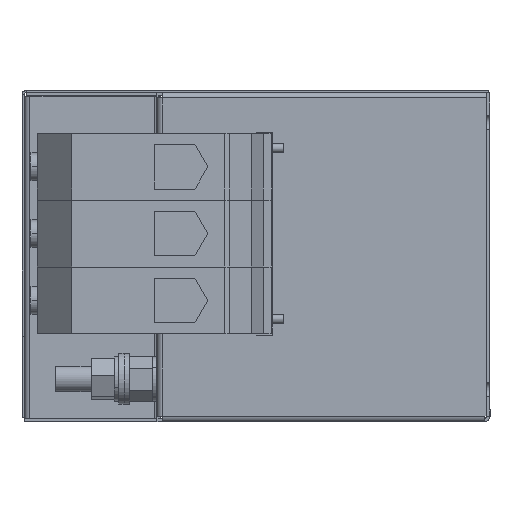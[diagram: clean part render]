
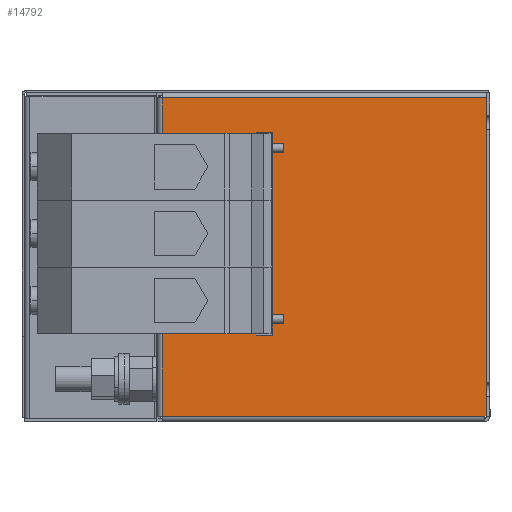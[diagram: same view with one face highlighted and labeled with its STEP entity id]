
A CAD part, left-side view. The second image highlights one B-rep face of the part: STEP entity #14792.
In plain terms, the highlighted planar face has unit normal (-1, 0, 0).
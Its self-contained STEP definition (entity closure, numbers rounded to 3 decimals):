
#8 = ORIENTED_EDGE ( 'NONE', *, *, #17684, .T. ) ;
#308 = EDGE_CURVE ( 'NONE', #12724, #8416, #15347, .T. ) ;
#394 = LINE ( 'NONE', #13906, #22103 ) ;
#471 = LINE ( 'NONE', #7434, #20545 ) ;
#566 = EDGE_CURVE ( 'NONE', #15295, #22171, #394, .T. ) ;
#954 = LINE ( 'NONE', #21094, #22326 ) ;
#1101 = VERTEX_POINT ( 'NONE', #16294 ) ;
#1213 = EDGE_CURVE ( 'NONE', #25400, #6481, #10728, .T. ) ;
#1237 = DIRECTION ( 'NONE',  ( 0., -1., 0. ) ) ;
#1256 = CARTESIAN_POINT ( 'NONE',  ( -210., 151.9, -75.75 ) ) ;
#1472 = DIRECTION ( 'NONE',  ( 0., 0., 1. ) ) ;
#1507 = PLANE ( 'NONE',  #17164 ) ;
#1741 = CARTESIAN_POINT ( 'NONE',  ( -210., 0., 57.25 ) ) ;
#1781 = ORIENTED_EDGE ( 'NONE', *, *, #10383, .T. ) ;
#1791 = CARTESIAN_POINT ( 'NONE',  ( -210., 0., 0. ) ) ;
#1843 = VERTEX_POINT ( 'NONE', #4675 ) ;
#1952 = VERTEX_POINT ( 'NONE', #2943 ) ;
#2471 = EDGE_CURVE ( 'NONE', #1843, #25400, #26520, .T. ) ;
#2943 = CARTESIAN_POINT ( 'NONE',  ( -210., 1., -75.75 ) ) ;
#3003 = EDGE_CURVE ( 'NONE', #6481, #15295, #21321, .T. ) ;
#3430 = CARTESIAN_POINT ( 'NONE',  ( -210., 101.4, -37.75 ) ) ;
#3677 = DIRECTION ( 'NONE',  ( 1., 0., 0. ) ) ;
#3741 = CARTESIAN_POINT ( 'NONE',  ( -210., 101.4, -37.2 ) ) ;
#3890 = ORIENTED_EDGE ( 'NONE', *, *, #1213, .T. ) ;
#4025 = LINE ( 'NONE', #9404, #25413 ) ;
#4389 = DIRECTION ( 'NONE',  ( 0., 1., 0. ) ) ;
#4675 = CARTESIAN_POINT ( 'NONE',  ( -210., 0.1, 73.25 ) ) ;
#4780 = VERTEX_POINT ( 'NONE', #3430 ) ;
#4799 = CARTESIAN_POINT ( 'NONE',  ( -210., 0., -37.75 ) ) ;
#5011 = ORIENTED_EDGE ( 'NONE', *, *, #18299, .F. ) ;
#5044 = CARTESIAN_POINT ( 'NONE',  ( -210., 0.1, 73.25 ) ) ;
#5238 = CARTESIAN_POINT ( 'NONE',  ( -210., 100.4, 57.25 ) ) ;
#5398 = CARTESIAN_POINT ( 'NONE',  ( -210., 151.9, 56.7 ) ) ;
#5621 = EDGE_CURVE ( 'NONE', #12724, #17922, #18923, .T. ) ;
#6481 = VERTEX_POINT ( 'NONE', #5398 ) ;
#7434 = CARTESIAN_POINT ( 'NONE',  ( -210., 0.1, 75.75 ) ) ;
#7987 = DIRECTION ( 'NONE',  ( 0., -1., 0. ) ) ;
#8360 = LINE ( 'NONE', #18789, #16776 ) ;
#8416 = VERTEX_POINT ( 'NONE', #1256 ) ;
#8515 = CARTESIAN_POINT ( 'NONE',  ( -210., 0., -37.2 ) ) ;
#8604 = DIRECTION ( 'NONE',  ( 0., -1., 0. ) ) ;
#8984 = DIRECTION ( 'NONE',  ( 0., 0., 1. ) ) ;
#9404 = CARTESIAN_POINT ( 'NONE',  ( -210., 1., -75.75 ) ) ;
#10309 = CARTESIAN_POINT ( 'NONE',  ( -210., 151.9, 73.25 ) ) ;
#10383 = EDGE_CURVE ( 'NONE', #1952, #1101, #4025, .T. ) ;
#10728 = LINE ( 'NONE', #10309, #24987 ) ;
#11281 = FACE_OUTER_BOUND ( 'NONE', #12240, .T. ) ;
#11473 = LINE ( 'NONE', #4799, #18275 ) ;
#11488 = ORIENTED_EDGE ( 'NONE', *, *, #23420, .T. ) ;
#11632 = ORIENTED_EDGE ( 'NONE', *, *, #566, .T. ) ;
#12240 = EDGE_LOOP ( 'NONE', ( #3890, #25780, #11632, #15109, #17854, #21025, #8, #23593, #26494, #5011, #1781, #11488, #19859 ) ) ;
#12724 = VERTEX_POINT ( 'NONE', #18033 ) ;
#13406 = VECTOR ( 'NONE', #25481, 1000. ) ;
#13906 = CARTESIAN_POINT ( 'NONE',  ( -210., 101.4, 0. ) ) ;
#14484 = VECTOR ( 'NONE', #7987, 1000. ) ;
#14792 = ADVANCED_FACE ( 'NONE', ( #11281 ), #1507, .F. ) ;
#15109 = ORIENTED_EDGE ( 'NONE', *, *, #20253, .T. ) ;
#15295 = VERTEX_POINT ( 'NONE', #16796 ) ;
#15347 = LINE ( 'NONE', #16988, #25684 ) ;
#15379 = CARTESIAN_POINT ( 'NONE',  ( -210., 100.4, 0. ) ) ;
#16200 = VECTOR ( 'NONE', #17622, 1000. ) ;
#16294 = CARTESIAN_POINT ( 'NONE',  ( -210., 0.1, -75.75 ) ) ;
#16776 = VECTOR ( 'NONE', #4389, 1000. ) ;
#16796 = CARTESIAN_POINT ( 'NONE',  ( -210., 101.4, 56.7 ) ) ;
#16988 = CARTESIAN_POINT ( 'NONE',  ( -210., 151.9, 73.25 ) ) ;
#17034 = DIRECTION ( 'NONE',  ( 0., 1., 0. ) ) ;
#17164 = AXIS2_PLACEMENT_3D ( 'NONE', #1791, #3677, #24144 ) ;
#17574 = CARTESIAN_POINT ( 'NONE',  ( -210., 101.4, 57.25 ) ) ;
#17622 = DIRECTION ( 'NONE',  ( 0., 1., 0. ) ) ;
#17684 = EDGE_CURVE ( 'NONE', #4780, #17922, #954, .T. ) ;
#17854 = ORIENTED_EDGE ( 'NONE', *, *, #24777, .F. ) ;
#17922 = VERTEX_POINT ( 'NONE', #3741 ) ;
#18033 = CARTESIAN_POINT ( 'NONE',  ( -210., 151.9, -37.2 ) ) ;
#18275 = VECTOR ( 'NONE', #17034, 1000. ) ;
#18299 = EDGE_CURVE ( 'NONE', #1952, #8416, #8360, .T. ) ;
#18789 = CARTESIAN_POINT ( 'NONE',  ( -210., 154.4, -75.75 ) ) ;
#18923 = LINE ( 'NONE', #8515, #21512 ) ;
#19859 = ORIENTED_EDGE ( 'NONE', *, *, #2471, .T. ) ;
#19947 = LINE ( 'NONE', #1741, #14484 ) ;
#20253 = EDGE_CURVE ( 'NONE', #22171, #25663, #19947, .T. ) ;
#20424 = DIRECTION ( 'NONE',  ( 0., 0., -1. ) ) ;
#20488 = VERTEX_POINT ( 'NONE', #25173 ) ;
#20545 = VECTOR ( 'NONE', #21908, 1000. ) ;
#21025 = ORIENTED_EDGE ( 'NONE', *, *, #24140, .T. ) ;
#21094 = CARTESIAN_POINT ( 'NONE',  ( -210., 101.4, 0. ) ) ;
#21321 = LINE ( 'NONE', #23725, #26170 ) ;
#21512 = VECTOR ( 'NONE', #8604, 1000. ) ;
#21908 = DIRECTION ( 'NONE',  ( 0., 0., 1. ) ) ;
#22103 = VECTOR ( 'NONE', #1472, 1000. ) ;
#22171 = VERTEX_POINT ( 'NONE', #17574 ) ;
#22326 = VECTOR ( 'NONE', #8984, 1000. ) ;
#22725 = CARTESIAN_POINT ( 'NONE',  ( -210., 151.9, 73.25 ) ) ;
#23420 = EDGE_CURVE ( 'NONE', #1101, #1843, #471, .T. ) ;
#23593 = ORIENTED_EDGE ( 'NONE', *, *, #5621, .F. ) ;
#23725 = CARTESIAN_POINT ( 'NONE',  ( -210., 0., 56.7 ) ) ;
#24140 = EDGE_CURVE ( 'NONE', #20488, #4780, #11473, .T. ) ;
#24144 = DIRECTION ( 'NONE',  ( 0., 0., -1. ) ) ;
#24777 = EDGE_CURVE ( 'NONE', #20488, #25663, #26016, .T. ) ;
#24987 = VECTOR ( 'NONE', #20424, 1000. ) ;
#25173 = CARTESIAN_POINT ( 'NONE',  ( -210., 100.4, -37.75 ) ) ;
#25209 = DIRECTION ( 'NONE',  ( 0., 0., -1. ) ) ;
#25400 = VERTEX_POINT ( 'NONE', #22725 ) ;
#25413 = VECTOR ( 'NONE', #1237, 1000. ) ;
#25481 = DIRECTION ( 'NONE',  ( 0., 0., 1. ) ) ;
#25663 = VERTEX_POINT ( 'NONE', #5238 ) ;
#25684 = VECTOR ( 'NONE', #25209, 1000. ) ;
#25780 = ORIENTED_EDGE ( 'NONE', *, *, #3003, .T. ) ;
#25806 = DIRECTION ( 'NONE',  ( 0., -1., 0. ) ) ;
#26016 = LINE ( 'NONE', #15379, #13406 ) ;
#26170 = VECTOR ( 'NONE', #25806, 1000. ) ;
#26494 = ORIENTED_EDGE ( 'NONE', *, *, #308, .T. ) ;
#26520 = LINE ( 'NONE', #5044, #16200 ) ;
